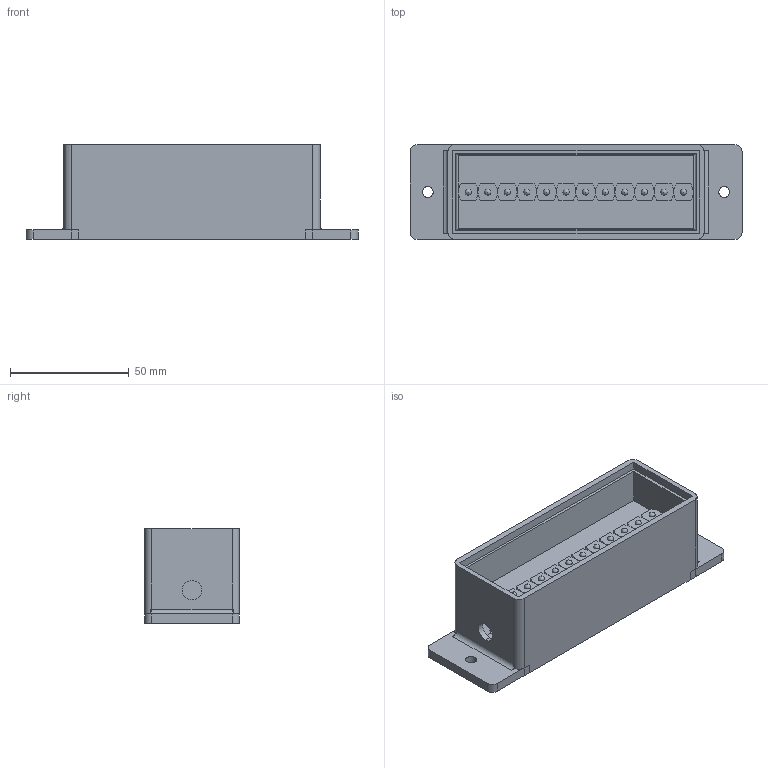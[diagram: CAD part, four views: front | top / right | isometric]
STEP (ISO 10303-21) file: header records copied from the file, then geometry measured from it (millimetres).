
FILE_DESCRIPTION(('FreeCAD Model'),'2;1');
FILE_NAME('Л36.STEP','2021-03-12T16:09:35',( 'Author'),(''),'Open CASCADE STEP processor 7.3','FreeCAD','Unknown' );
FILE_SCHEMA(('AUTOMOTIVE_DESIGN { 1 0 10303 214 1 1 1 1 }'));
Length unit declared in the file: millimetre
Products named in the file (1): ?6
Bounding box: 140 x 40 x 40 mm (x, y, z)
Volume: 73922.6 mm3; surface area: 41039.6 mm2
Topology: 2 solids, 2 shells, 178 faces, 1506 edges, 4331 vertices
Faces by surface type: plane 92, bspline 46, cylinder 16, cone 12, sphere 12
Entity records: 24671 total; most frequent: CARTESIAN_POINT 9488, DIRECTION 2442, LINE 1488, VECTOR 1488, GEOMETRIC_CURVE_SET 1001, ORIENTED_EDGE 988, PCURVE 988, DEFINITIONAL_REPRESENTATION 988
